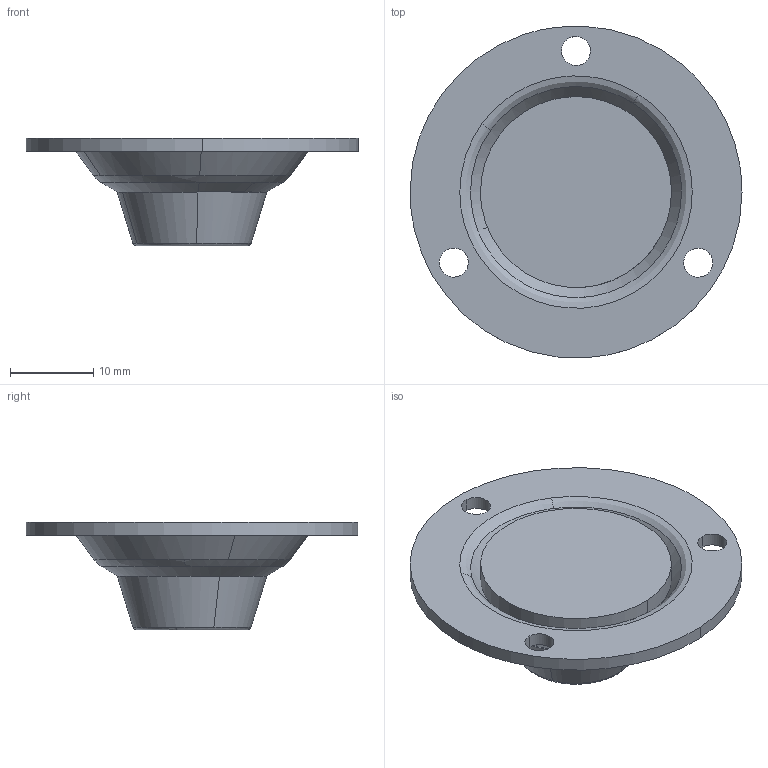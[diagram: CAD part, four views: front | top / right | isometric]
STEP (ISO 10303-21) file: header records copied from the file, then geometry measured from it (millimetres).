
FILE_DESCRIPTION((''),'2;1');
FILE_NAME('','2005-12-15T10:01:47',(''),(''),'','CADfix','');
FILE_SCHEMA(('AUTOMOTIVE_DESIGN'));
Length unit declared in the file: millimetre
Products named in the file (3): rubber foot; bracket; TTK_2313_10674_36
Assembly tree (2 placements, depth 2):
  TTK_2313_10674_36
    rubber foot
    bracket
Bounding box: 40 x 39.95 x 13 mm (x, y, z)
Volume: 5370.9 mm3; surface area: 4021.9 mm2
Topology: 2 solids, 2 shells, 42 faces, 164 edges, 126 vertices
Faces by surface type: bspline 42
Entity records: 2089 total; most frequent: CARTESIAN_POINT 1219, ORIENTED_EDGE 328, EDGE_CURVE 164, VERTEX_POINT 126, EDGE_LOOP 50, FACE_OUTER_BOUND 42, ADVANCED_FACE 42, QUASI_UNIFORM_CURVE 28
